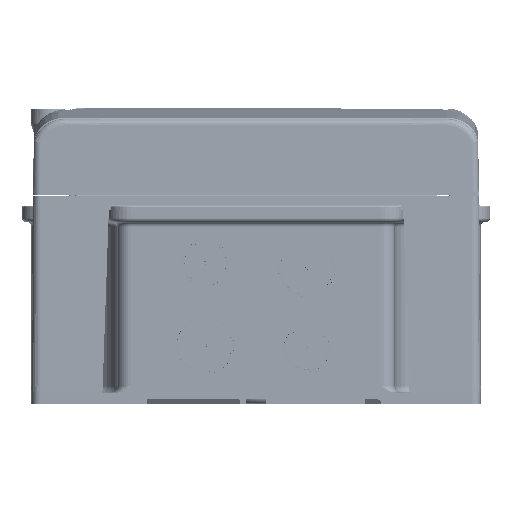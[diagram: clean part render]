
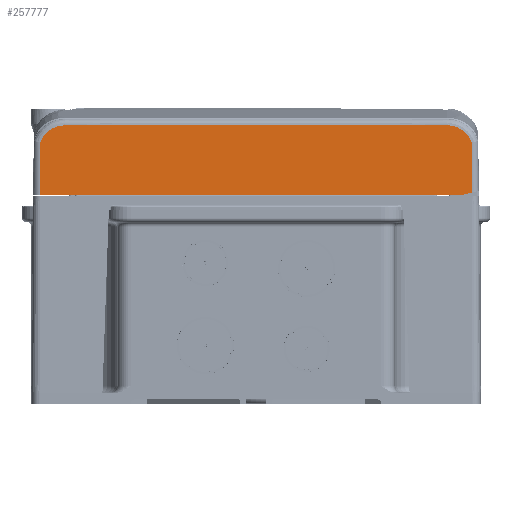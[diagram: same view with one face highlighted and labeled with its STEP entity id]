
A CAD part, front view. The second image highlights one B-rep face of the part: STEP entity #257777.
In plain terms, the highlighted planar face has unit normal (0, -1, 0.009).
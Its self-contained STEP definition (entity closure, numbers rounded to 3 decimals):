
#5799 = CARTESIAN_POINT ( 'NONE',  ( -98.012, -141.512, 115.774 ) ) ;
#12934 = CARTESIAN_POINT ( 'NONE',  ( -86.874, -141.444, 123.479 ) ) ;
#16213 = CARTESIAN_POINT ( 'NONE',  ( 98.012, -141.512, 115.774 ) ) ;
#17802 = DIRECTION ( 'NONE',  ( -0.009, -0.009, -1. ) ) ;
#18670 = VERTEX_POINT ( 'NONE', #12934 ) ;
#19458 = CARTESIAN_POINT ( 'NONE',  ( -97.094, -141.495, 117.671 ) ) ;
#20029 = B_SPLINE_CURVE_WITH_KNOTS ( 'NONE', 3,
 ( #20940, #112977, #247223, #204960, #297026, #129678, #174918, #295529, #223112, #224604, #266929, #111493, #177878, #64752, #179353, #110020, #19458, #132627, #203457, #153758 ),
 .UNSPECIFIED., .F., .F.,
 ( 4, 2, 2, 2, 2, 2, 2, 2, 2, 4 ),
 ( 0., 0.004, 0.004, 0.005, 0.007, 0.009, 0.011, 0.012, 0.013, 0.014 ),
 .UNSPECIFIED. ) ;
#20940 = CARTESIAN_POINT ( 'NONE',  ( -86.874, -141.444, 123.479 ) ) ;
#28938 = ORIENTED_EDGE ( 'NONE', *, *, #221591, .T. ) ;
#30005 = CARTESIAN_POINT ( 'NONE',  ( -86.874, -141.444, 123.479 ) ) ;
#34094 = CARTESIAN_POINT ( 'NONE',  ( 98.219, -141.719, 91.974 ) ) ;
#40604 = EDGE_CURVE ( 'NONE', #135363, #18670, #68012, .T. ) ;
#42818 = CARTESIAN_POINT ( 'NONE',  ( 91.543, -141.453, 122.518 ) ) ;
#44297 = CARTESIAN_POINT ( 'NONE',  ( 90.984, -141.451, 122.741 ) ) ;
#47262 = CARTESIAN_POINT ( 'NONE',  ( 95.869, -141.48, 119.376 ) ) ;
#49509 = CARTESIAN_POINT ( 'NONE',  ( 100.794, -141.704, 93.697 ) ) ;
#56365 = EDGE_CURVE ( 'NONE', #184210, #293390, #288911, .T. ) ;
#62872 = ORIENTED_EDGE ( 'NONE', *, *, #245217, .T. ) ;
#64752 = CARTESIAN_POINT ( 'NONE',  ( -96.423, -141.486, 118.671 ) ) ;
#68012 = B_SPLINE_CURVE_WITH_KNOTS ( 'NONE', 3,
 ( #263663, #124927, #170170, #30005 ),
 .UNSPECIFIED., .F., .F.,
 ( 4, 4 ),
 ( 0., 0.174 ),
 .UNSPECIFIED. ) ;
#72844 = CARTESIAN_POINT ( 'NONE',  ( 98.012, -141.512, 115.774 ) ) ;
#77823 = DIRECTION ( 'NONE',  ( -0.009, 0.009, 1. ) ) ;
#81373 = CARTESIAN_POINT ( 'NONE',  ( 101.219, -141.719, 92. ) ) ;
#84336 = FACE_OUTER_BOUND ( 'NONE', #258916, .T. ) ;
#89544 = CARTESIAN_POINT ( 'NONE',  ( 94.595, -141.469, 120.638 ) ) ;
#91024 = CARTESIAN_POINT ( 'NONE',  ( 93.136, -141.46, 121.702 ) ) ;
#95501 = CARTESIAN_POINT ( 'NONE',  ( 96.423, -141.486, 118.671 ) ) ;
#96120 = CARTESIAN_POINT ( 'NONE',  ( -98.219, -141.719, 92. ) ) ;
#96456 = ORIENTED_EDGE ( 'NONE', *, *, #56365, .T. ) ;
#103536 = VECTOR ( 'NONE', #77823, 1000. ) ;
#110020 = CARTESIAN_POINT ( 'NONE',  ( -96.934, -141.493, 117.929 ) ) ;
#111493 = CARTESIAN_POINT ( 'NONE',  ( -95.467, -141.476, 119.817 ) ) ;
#112977 = CARTESIAN_POINT ( 'NONE',  ( -88.084, -141.444, 123.476 ) ) ;
#124927 = CARTESIAN_POINT ( 'NONE',  ( 28.958, -141.443, 123.643 ) ) ;
#125192 = EDGE_CURVE ( 'NONE', #142859, #202664, #148661, .T. ) ;
#129678 = CARTESIAN_POINT ( 'NONE',  ( -91.543, -141.453, 122.518 ) ) ;
#132627 = CARTESIAN_POINT ( 'NONE',  ( -97.539, -141.502, 116.884 ) ) ;
#135363 = VERTEX_POINT ( 'NONE', #199008 ) ;
#142859 = VERTEX_POINT ( 'NONE', #199883 ) ;
#144340 = AXIS2_PLACEMENT_3D ( 'NONE', #81373, #152173, #147739 ) ;
#147739 = DIRECTION ( 'NONE',  ( 0., 0.009, 1. ) ) ;
#148661 = LINE ( 'NONE', #34094, #103536 ) ;
#152100 = CARTESIAN_POINT ( 'NONE',  ( -98.204, -141.704, 93.74 ) ) ;
#152173 = DIRECTION ( 'NONE',  ( 0., -1., 0.009 ) ) ;
#153758 = CARTESIAN_POINT ( 'NONE',  ( -98.012, -141.512, 115.774 ) ) ;
#158457 = CARTESIAN_POINT ( 'NONE',  ( 94.019, -141.719, 92. ) ) ;
#163346 = CARTESIAN_POINT ( 'NONE',  ( 91.816, -141.454, 122.397 ) ) ;
#163699 = EDGE_CURVE ( 'NONE', #202664, #135363, #180193, .T. ) ;
#164107 = LINE ( 'NONE', #49509, #189793 ) ;
#170170 = CARTESIAN_POINT ( 'NONE',  ( -28.958, -141.443, 123.643 ) ) ;
#172748 = CARTESIAN_POINT ( 'NONE',  ( 101.219, -141.719, 92. ) ) ;
#174918 = CARTESIAN_POINT ( 'NONE',  ( -91.816, -141.454, 122.397 ) ) ;
#177878 = CARTESIAN_POINT ( 'NONE',  ( -95.869, -141.48, 119.376 ) ) ;
#179353 = CARTESIAN_POINT ( 'NONE',  ( -96.599, -141.488, 118.429 ) ) ;
#180193 = B_SPLINE_CURVE_WITH_KNOTS ( 'NONE', 3,
 ( #72844, #277988, #232689, #204129, #250857, #296193, #95501, #47262, #187433, #89544, #297668, #91024, #205621, #163346, #42818, #44297, #276496, #255337, #249362, #181511 ),
 .UNSPECIFIED., .F., .F.,
 ( 4, 2, 2, 2, 2, 2, 2, 2, 2, 4 ),
 ( 0., 0.002, 0.003, 0.004, 0.005, 0.007, 0.009, 0.01, 0.011, 0.014 ),
 .UNSPECIFIED. ) ;
#181511 = CARTESIAN_POINT ( 'NONE',  ( 86.874, -141.444, 123.479 ) ) ;
#184210 = VERTEX_POINT ( 'NONE', #96120 ) ;
#187433 = CARTESIAN_POINT ( 'NONE',  ( 95.467, -141.476, 119.817 ) ) ;
#189793 = VECTOR ( 'NONE', #283199, 1000. ) ;
#194104 = ORIENTED_EDGE ( 'NONE', *, *, #244676, .T. ) ;
#197981 = VERTEX_POINT ( 'NONE', #5799 ) ;
#198327 = DIRECTION ( 'NONE',  ( 1., 0., 0. ) ) ;
#199008 = CARTESIAN_POINT ( 'NONE',  ( 86.874, -141.444, 123.479 ) ) ;
#199883 = CARTESIAN_POINT ( 'NONE',  ( 98.21, -141.71, 93.05 ) ) ;
#202664 = VERTEX_POINT ( 'NONE', #16213 ) ;
#203457 = CARTESIAN_POINT ( 'NONE',  ( -97.796, -141.507, 116.339 ) ) ;
#204129 = CARTESIAN_POINT ( 'NONE',  ( 97.094, -141.495, 117.671 ) ) ;
#204960 = CARTESIAN_POINT ( 'NONE',  ( -90.698, -141.45, 122.843 ) ) ;
#205621 = CARTESIAN_POINT ( 'NONE',  ( 92.621, -141.457, 122.003 ) ) ;
#218700 = VECTOR ( 'NONE', #198327, 1000. ) ;
#221591 = EDGE_CURVE ( 'NONE', #18670, #197981, #20029, .T. ) ;
#223112 = CARTESIAN_POINT ( 'NONE',  ( -93.136, -141.46, 121.702 ) ) ;
#224432 = LINE ( 'NONE', #152100, #266892 ) ;
#224604 = CARTESIAN_POINT ( 'NONE',  ( -94.122, -141.466, 121.021 ) ) ;
#231946 = ORIENTED_EDGE ( 'NONE', *, *, #40604, .T. ) ;
#232689 = CARTESIAN_POINT ( 'NONE',  ( 97.539, -141.502, 116.884 ) ) ;
#244676 = EDGE_CURVE ( 'NONE', #293390, #142859, #164107, .T. ) ;
#245217 = EDGE_CURVE ( 'NONE', #197981, #184210, #224432, .T. ) ;
#247223 = CARTESIAN_POINT ( 'NONE',  ( -89.263, -141.446, 123.293 ) ) ;
#249362 = CARTESIAN_POINT ( 'NONE',  ( 88.084, -141.444, 123.476 ) ) ;
#250857 = CARTESIAN_POINT ( 'NONE',  ( 96.934, -141.493, 117.929 ) ) ;
#255337 = CARTESIAN_POINT ( 'NONE',  ( 89.263, -141.446, 123.293 ) ) ;
#257777 = ADVANCED_FACE ( 'NONE', ( #84336 ), #289482, .T. ) ;
#258916 = EDGE_LOOP ( 'NONE', ( #96456, #194104, #267053, #260246, #231946, #28938, #62872 ) ) ;
#260246 = ORIENTED_EDGE ( 'NONE', *, *, #163699, .T. ) ;
#263663 = CARTESIAN_POINT ( 'NONE',  ( 86.874, -141.444, 123.479 ) ) ;
#266892 = VECTOR ( 'NONE', #17802, 1000. ) ;
#266929 = CARTESIAN_POINT ( 'NONE',  ( -94.595, -141.469, 120.638 ) ) ;
#267053 = ORIENTED_EDGE ( 'NONE', *, *, #125192, .T. ) ;
#276496 = CARTESIAN_POINT ( 'NONE',  ( 90.698, -141.45, 122.843 ) ) ;
#277988 = CARTESIAN_POINT ( 'NONE',  ( 97.796, -141.507, 116.339 ) ) ;
#283199 = DIRECTION ( 'NONE',  ( 0.97, 0.002, 0.243 ) ) ;
#288911 = LINE ( 'NONE', #172748, #218700 ) ;
#289482 = PLANE ( 'NONE',  #144340 ) ;
#293390 = VERTEX_POINT ( 'NONE', #158457 ) ;
#295529 = CARTESIAN_POINT ( 'NONE',  ( -92.621, -141.457, 122.003 ) ) ;
#296193 = CARTESIAN_POINT ( 'NONE',  ( 96.599, -141.488, 118.429 ) ) ;
#297026 = CARTESIAN_POINT ( 'NONE',  ( -90.984, -141.451, 122.741 ) ) ;
#297668 = CARTESIAN_POINT ( 'NONE',  ( 94.122, -141.466, 121.021 ) ) ;
